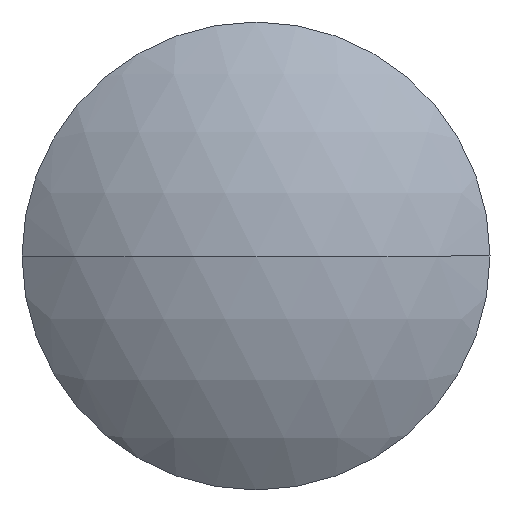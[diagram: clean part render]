
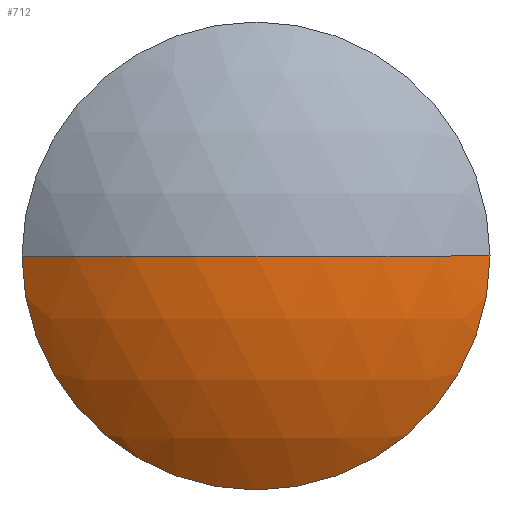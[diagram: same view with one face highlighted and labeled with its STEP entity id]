
A CAD part, left-side view. The second image highlights one B-rep face of the part: STEP entity #712.
In plain terms, the highlighted spherical face has radius 24.1 mm.
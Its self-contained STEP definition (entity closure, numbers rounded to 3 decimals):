
#63 = AXIS2_PLACEMENT_3D ( 'NONE', #1398, #952, #1406 ) ;
#80 = DIRECTION ( 'NONE',  ( 0., 0., 1. ) ) ;
#87 = ORIENTED_EDGE ( 'NONE', *, *, #709, .T. ) ;
#100 = CIRCLE ( 'NONE', #1113, 24.1 ) ;
#237 = FACE_OUTER_BOUND ( 'NONE', #1408, .T. ) ;
#313 = CARTESIAN_POINT ( 'NONE',  ( -1.263, 0., 0. ) ) ;
#459 = DIRECTION ( 'NONE',  ( 0., 1., 0. ) ) ;
#516 = CARTESIAN_POINT ( 'NONE',  ( 17.6, 0., 0. ) ) ;
#631 = CIRCLE ( 'NONE', #1383, 15. ) ;
#709 = EDGE_CURVE ( 'NONE', #1635, #1463, #100, .T. ) ;
#712 = ADVANCED_FACE ( 'NONE', ( #237 ), #1480, .T. ) ;
#776 = VERTEX_POINT ( 'NONE', #814 ) ;
#779 = ORIENTED_EDGE ( 'NONE', *, *, #1014, .F. ) ;
#814 = CARTESIAN_POINT ( 'NONE',  ( -1.263, -15., 0. ) ) ;
#821 = AXIS2_PLACEMENT_3D ( 'NONE', #946, #80, #1102 ) ;
#946 = CARTESIAN_POINT ( 'NONE',  ( 17.6, 0., 0. ) ) ;
#952 = DIRECTION ( 'NONE',  ( 0., 0., -1. ) ) ;
#1014 = EDGE_CURVE ( 'NONE', #776, #1463, #631, .T. ) ;
#1094 = ORIENTED_EDGE ( 'NONE', *, *, #1787, .F. ) ;
#1102 = DIRECTION ( 'NONE',  ( 1., 0., 0. ) ) ;
#1113 = AXIS2_PLACEMENT_3D ( 'NONE', #516, #1537, #1253 ) ;
#1152 = CARTESIAN_POINT ( 'NONE',  ( -1.263, 15., 0. ) ) ;
#1253 = DIRECTION ( 'NONE',  ( 0., 1., 0. ) ) ;
#1269 = CIRCLE ( 'NONE', #821, 24.1 ) ;
#1339 = DIRECTION ( 'NONE',  ( 1., 0., 0. ) ) ;
#1383 = AXIS2_PLACEMENT_3D ( 'NONE', #313, #1339, #459 ) ;
#1398 = CARTESIAN_POINT ( 'NONE',  ( 17.6, 0., 0. ) ) ;
#1406 = DIRECTION ( 'NONE',  ( 0., -1., 0. ) ) ;
#1408 = EDGE_LOOP ( 'NONE', ( #1094, #87, #779 ) ) ;
#1463 = VERTEX_POINT ( 'NONE', #1152 ) ;
#1480 = SPHERICAL_SURFACE ( 'NONE', #63, 24.1 ) ;
#1493 = CARTESIAN_POINT ( 'NONE',  ( -6.5, 0., 0. ) ) ;
#1537 = DIRECTION ( 'NONE',  ( 0., 0., -1. ) ) ;
#1635 = VERTEX_POINT ( 'NONE', #1493 ) ;
#1787 = EDGE_CURVE ( 'NONE', #1635, #776, #1269, .T. ) ;
